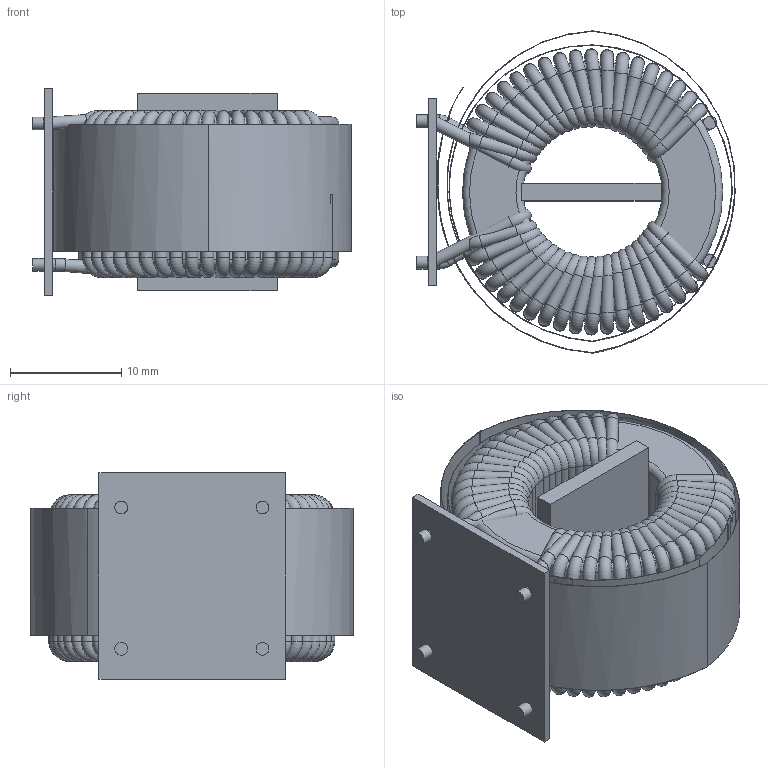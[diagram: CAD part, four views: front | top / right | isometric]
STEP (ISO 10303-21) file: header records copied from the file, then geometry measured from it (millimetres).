
FILE_DESCRIPTION (( 'STEP AP214' ), '1' );
FILE_NAME ('32010r5.STEP', '2011-07-01T18:08:21', ( 'Vicor User' ), ( 'Microsoft' ), 'SwSTEP 2.0', 'SolidWorks 2010', '' );
FILE_SCHEMA (( 'AUTOMOTIVE_DESIGN' ));
Length unit declared in the file: inch
Products named in the file (1): 32010r5
Bounding box: 28.6 x 28.96 x 18.54 mm (x, y, z)
Volume: 6140.3 mm3; surface area: 11435 mm2
Topology: 4 solids, 4 shells, 657 faces, 1822 edges, 1068 vertices
Faces by surface type: cylinder 278, torus 242, plane 137
Full cylindrical faces by diameter (mm): 0.899 x1, 1.143 x156, 12.497 x1, 23.393 x1
Entity records: 28557 total; most frequent: CARTESIAN_POINT 5694, DIRECTION 3142, ORIENTED_EDGE 2780, AXIS2_PLACEMENT_3D 1471, EDGE_CURVE 1390, EDGE_LOOP 921, FACE_OUTER_BOUND 900, VERTEX_POINT 891
